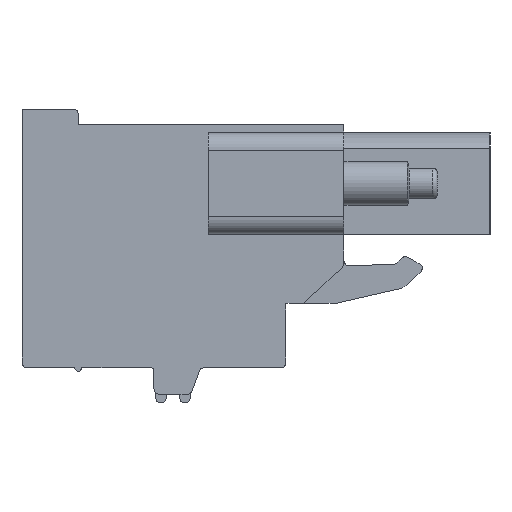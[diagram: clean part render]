
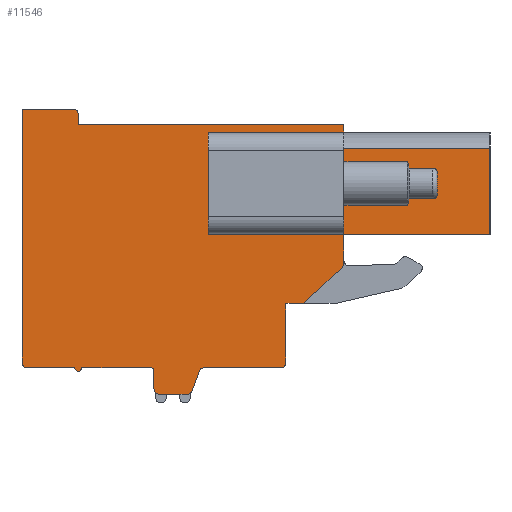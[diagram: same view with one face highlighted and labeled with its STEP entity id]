
A CAD part, left-side view. The second image highlights one B-rep face of the part: STEP entity #11546.
In plain terms, the highlighted planar face has unit normal (-1, 0, 0).
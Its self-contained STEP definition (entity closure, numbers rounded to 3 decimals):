
#1=DIRECTION('',(0.,0.,-1.));
#2=VECTOR('',#1,1.325);
#3=CARTESIAN_POINT('',(0.,-5.66,6.96));
#4=LINE('',#3,#2);
#5=DIRECTION('',(0.,1.,0.));
#6=VECTOR('',#5,8.3);
#7=CARTESIAN_POINT('',(0.,-13.96,5.635));
#8=LINE('',#7,#6);
#9=DIRECTION('',(0.,1.,0.));
#10=VECTOR('',#9,8.3);
#11=CARTESIAN_POINT('',(0.,-13.96,0.73));
#12=LINE('',#11,#10);
#13=DIRECTION('',(0.,0.,-1.));
#14=VECTOR('',#13,1.64);
#15=CARTESIAN_POINT('',(0.,-5.66,0.73));
#16=LINE('',#15,#14);
#17=CARTESIAN_POINT('',(0.,-5.36,-0.91));
#18=DIRECTION('',(1.,0.,0.));
#19=DIRECTION('',(0.,-1.,0.));
#20=AXIS2_PLACEMENT_3D('',#17,#18,#19);
#22=DIRECTION('',(0.,0.731,-0.683));
#23=VECTOR('',#22,3.018);
#24=CARTESIAN_POINT('',(0.,-5.565,-1.129));
#25=LINE('',#24,#23);
#26=DIRECTION('',(0.,1.,0.));
#27=VECTOR('',#26,1.);
#28=CARTESIAN_POINT('',(0.,-3.36,-3.19));
#29=LINE('',#28,#27);
#30=DIRECTION('',(0.,0.,-1.));
#31=VECTOR('',#30,0.5);
#32=CARTESIAN_POINT('',(0.,-2.36,-3.19));
#33=LINE('',#32,#31);
#34=DIRECTION('',(0.,0.,-1.));
#35=VECTOR('',#34,2.35);
#36=CARTESIAN_POINT('',(0.,-2.36,-3.69));
#37=LINE('',#36,#35);
#38=DIRECTION('',(0.,0.,-1.));
#39=VECTOR('',#38,0.5);
#40=CARTESIAN_POINT('',(0.,-2.36,-6.04));
#41=LINE('',#40,#39);
#42=CARTESIAN_POINT('',(0.,-2.06,-6.54));
#43=DIRECTION('',(1.,0.,0.));
#44=DIRECTION('',(0.,-1.,0.));
#45=AXIS2_PLACEMENT_3D('',#42,#43,#44);
#47=DIRECTION('',(0.,1.,0.));
#48=VECTOR('',#47,4.34);
#49=CARTESIAN_POINT('',(0.,-2.06,-6.84));
#50=LINE('',#49,#48);
#51=CARTESIAN_POINT('',(0.,2.28,-7.14));
#52=DIRECTION('',(-1.,0.,0.));
#53=DIRECTION('',(0.,0.,1.));
#54=AXIS2_PLACEMENT_3D('',#51,#52,#53);
#56=DIRECTION('',(0.,0.345,-0.939));
#57=VECTOR('',#56,1.179);
#58=CARTESIAN_POINT('',(0.,2.562,-7.037));
#59=LINE('',#58,#57);
#60=CARTESIAN_POINT('',(0.,3.25,-8.04));
#61=DIRECTION('',(1.,0.,0.));
#62=DIRECTION('',(0.,-0.939,-0.345));
#63=AXIS2_PLACEMENT_3D('',#60,#61,#62);
#65=DIRECTION('',(0.,1.,0.));
#66=VECTOR('',#65,1.59);
#67=CARTESIAN_POINT('',(0.,3.25,-8.34));
#68=LINE('',#67,#66);
#69=CARTESIAN_POINT('',(0.,4.84,-8.04));
#70=DIRECTION('',(1.,0.,0.));
#71=DIRECTION('',(0.,0.,-1.));
#72=AXIS2_PLACEMENT_3D('',#69,#70,#71);
#74=DIRECTION('',(0.,0.,1.));
#75=VECTOR('',#74,1.);
#76=CARTESIAN_POINT('',(0.,5.14,-8.04));
#77=LINE('',#76,#75);
#78=CARTESIAN_POINT('',(0.,5.34,-7.04));
#79=DIRECTION('',(-1.,0.,0.));
#80=DIRECTION('',(0.,-1.,0.));
#81=AXIS2_PLACEMENT_3D('',#78,#79,#80);
#83=DIRECTION('',(0.,1.,0.));
#84=VECTOR('',#83,3.9);
#85=CARTESIAN_POINT('',(0.,5.34,-6.84));
#86=LINE('',#85,#84);
#87=CARTESIAN_POINT('',(0.,9.44,-6.84));
#88=DIRECTION('',(1.,0.,0.));
#89=DIRECTION('',(0.,-1.,0.));
#90=AXIS2_PLACEMENT_3D('',#87,#88,#89);
#92=DIRECTION('',(0.,1.,0.));
#93=VECTOR('',#92,2.7);
#94=CARTESIAN_POINT('',(0.,9.64,-6.84));
#95=LINE('',#94,#93);
#96=CARTESIAN_POINT('',(0.,12.34,-6.54));
#97=DIRECTION('',(1.,0.,0.));
#98=DIRECTION('',(0.,0.,-1.));
#99=AXIS2_PLACEMENT_3D('',#96,#97,#98);
#101=DIRECTION('',(0.,0.,1.));
#102=VECTOR('',#101,0.5);
#103=CARTESIAN_POINT('',(0.,12.64,-6.54));
#104=LINE('',#103,#102);
#105=DIRECTION('',(0.,0.,1.));
#106=VECTOR('',#105,13.9);
#107=CARTESIAN_POINT('',(0.,12.64,-6.04));
#108=LINE('',#107,#106);
#109=DIRECTION('',(0.,-1.,0.));
#110=VECTOR('',#109,2.9);
#111=CARTESIAN_POINT('',(0.,12.64,7.86));
#112=LINE('',#111,#110);
#113=CARTESIAN_POINT('',(0.,9.74,7.56));
#114=DIRECTION('',(1.,0.,0.));
#115=DIRECTION('',(0.,0.,1.));
#116=AXIS2_PLACEMENT_3D('',#113,#114,#115);
#118=DIRECTION('',(0.,0.,-1.));
#119=VECTOR('',#118,0.6);
#120=CARTESIAN_POINT('',(0.,9.44,7.56));
#121=LINE('',#120,#119);
#122=DIRECTION('',(0.,-1.,0.));
#123=VECTOR('',#122,15.1);
#124=CARTESIAN_POINT('',(0.,9.44,6.96));
#125=LINE('',#124,#123);
#126=DIRECTION('',(0.,-1.,0.));
#127=VECTOR('',#126,6.1);
#128=CARTESIAN_POINT('',(0.,2.04,0.73));
#129=LINE('',#128,#127);
#130=DIRECTION('',(0.,0.,1.));
#131=VECTOR('',#130,5.8);
#132=CARTESIAN_POINT('',(0.,-4.06,0.73));
#133=LINE('',#132,#131);
#134=DIRECTION('',(0.,1.,0.));
#135=VECTOR('',#134,6.1);
#136=CARTESIAN_POINT('',(0.,-4.06,6.53));
#137=LINE('',#136,#135);
#7064=DIRECTION('',(0.,0.,1.));
#7065=VECTOR('',#7064,4.905);
#7066=CARTESIAN_POINT('',(0.,-13.96,0.73));
#7067=LINE('',#7066,#7065);
#8480=DIRECTION('',(0.,0.,1.));
#8481=VECTOR('',#8480,5.8);
#8482=CARTESIAN_POINT('',(0.,2.04,0.73));
#8483=LINE('',#8482,#8481);
#8741=CARTESIAN_POINT('',(0.,12.34,-6.84));
#8742=CARTESIAN_POINT('',(0.,12.64,-6.54));
#8743=VERTEX_POINT('',#8741);
#8744=VERTEX_POINT('',#8742);
#8745=CARTESIAN_POINT('',(0.,12.64,-6.04));
#8746=VERTEX_POINT('',#8745);
#8747=CARTESIAN_POINT('',(0.,12.64,7.86));
#8748=VERTEX_POINT('',#8747);
#8749=CARTESIAN_POINT('',(0.,9.74,7.86));
#8750=VERTEX_POINT('',#8749);
#8751=CARTESIAN_POINT('',(0.,9.44,7.56));
#8752=VERTEX_POINT('',#8751);
#8753=CARTESIAN_POINT('',(0.,9.44,6.96));
#8754=VERTEX_POINT('',#8753);
#8755=CARTESIAN_POINT('',(0.,-5.66,6.96));
#8756=VERTEX_POINT('',#8755);
#8757=CARTESIAN_POINT('',(0.,-5.66,-0.91));
#8758=CARTESIAN_POINT('',(0.,-5.565,-1.129));
#8759=VERTEX_POINT('',#8757);
#8760=VERTEX_POINT('',#8758);
#8761=CARTESIAN_POINT('',(0.,-3.36,-3.19));
#8762=VERTEX_POINT('',#8761);
#8763=CARTESIAN_POINT('',(0.,-2.36,-3.19));
#8764=VERTEX_POINT('',#8763);
#8765=CARTESIAN_POINT('',(0.,-2.36,-3.69));
#8766=VERTEX_POINT('',#8765);
#8767=CARTESIAN_POINT('',(0.,-2.36,-6.04));
#8768=VERTEX_POINT('',#8767);
#8769=CARTESIAN_POINT('',(0.,-2.36,-6.54));
#8770=VERTEX_POINT('',#8769);
#8771=CARTESIAN_POINT('',(0.,-2.06,-6.84));
#8772=VERTEX_POINT('',#8771);
#8773=CARTESIAN_POINT('',(0.,2.28,-6.84));
#8774=VERTEX_POINT('',#8773);
#8775=CARTESIAN_POINT('',(0.,2.562,-7.037));
#8776=VERTEX_POINT('',#8775);
#8777=CARTESIAN_POINT('',(0.,2.968,-8.143));
#8778=VERTEX_POINT('',#8777);
#8779=CARTESIAN_POINT('',(0.,3.25,-8.34));
#8780=VERTEX_POINT('',#8779);
#8781=CARTESIAN_POINT('',(0.,4.84,-8.34));
#8782=VERTEX_POINT('',#8781);
#8783=CARTESIAN_POINT('',(0.,5.14,-8.04));
#8784=VERTEX_POINT('',#8783);
#8785=CARTESIAN_POINT('',(0.,5.14,-7.04));
#8786=VERTEX_POINT('',#8785);
#8787=CARTESIAN_POINT('',(0.,5.34,-6.84));
#8788=VERTEX_POINT('',#8787);
#8789=CARTESIAN_POINT('',(0.,9.24,-6.84));
#8790=VERTEX_POINT('',#8789);
#8791=CARTESIAN_POINT('',(0.,9.64,-6.84));
#8792=VERTEX_POINT('',#8791);
#8869=CARTESIAN_POINT('',(0.,-13.96,0.73));
#8870=VERTEX_POINT('',#8869);
#8871=CARTESIAN_POINT('',(0.,-5.66,0.73));
#8872=VERTEX_POINT('',#8871);
#9097=CARTESIAN_POINT('',(0.,-13.96,5.635));
#9099=VERTEX_POINT('',#9097);
#11305=CARTESIAN_POINT('',(0.,2.04,0.73));
#11306=CARTESIAN_POINT('',(0.,2.04,6.53));
#11307=VERTEX_POINT('',#11305);
#11308=VERTEX_POINT('',#11306);
#11313=CARTESIAN_POINT('',(0.,-4.06,0.73));
#11315=VERTEX_POINT('',#11313);
#11317=CARTESIAN_POINT('',(0.,-4.06,6.53));
#11319=VERTEX_POINT('',#11317);
#11321=CARTESIAN_POINT('',(0.,-5.66,5.635));
#11322=VERTEX_POINT('',#11321);
#11469=CARTESIAN_POINT('',(0.,0.,0.));
#11470=DIRECTION('',(1.,0.,0.));
#11471=DIRECTION('',(0.,-1.,0.));
#11472=AXIS2_PLACEMENT_3D('',#11469,#11470,#11471);
#11473=PLANE('',#11472);
#11475=ORIENTED_EDGE('',*,*,#11474,.T.);
#11477=ORIENTED_EDGE('',*,*,#11476,.F.);
#11479=ORIENTED_EDGE('',*,*,#11478,.F.);
#11481=ORIENTED_EDGE('',*,*,#11480,.T.);
#11483=ORIENTED_EDGE('',*,*,#11482,.T.);
#11485=ORIENTED_EDGE('',*,*,#11484,.T.);
#11487=ORIENTED_EDGE('',*,*,#11486,.T.);
#11489=ORIENTED_EDGE('',*,*,#11488,.T.);
#11491=ORIENTED_EDGE('',*,*,#11490,.T.);
#11493=ORIENTED_EDGE('',*,*,#11492,.T.);
#11495=ORIENTED_EDGE('',*,*,#11494,.T.);
#11497=ORIENTED_EDGE('',*,*,#11496,.T.);
#11499=ORIENTED_EDGE('',*,*,#11498,.T.);
#11501=ORIENTED_EDGE('',*,*,#11500,.T.);
#11503=ORIENTED_EDGE('',*,*,#11502,.T.);
#11505=ORIENTED_EDGE('',*,*,#11504,.T.);
#11507=ORIENTED_EDGE('',*,*,#11506,.T.);
#11509=ORIENTED_EDGE('',*,*,#11508,.T.);
#11511=ORIENTED_EDGE('',*,*,#11510,.T.);
#11513=ORIENTED_EDGE('',*,*,#11512,.T.);
#11515=ORIENTED_EDGE('',*,*,#11514,.T.);
#11517=ORIENTED_EDGE('',*,*,#11516,.T.);
#11519=ORIENTED_EDGE('',*,*,#11518,.T.);
#11521=ORIENTED_EDGE('',*,*,#11520,.T.);
#11523=ORIENTED_EDGE('',*,*,#11522,.T.);
#11525=ORIENTED_EDGE('',*,*,#11524,.T.);
#11527=ORIENTED_EDGE('',*,*,#11526,.T.);
#11529=ORIENTED_EDGE('',*,*,#11528,.T.);
#11531=ORIENTED_EDGE('',*,*,#11530,.T.);
#11533=ORIENTED_EDGE('',*,*,#11532,.T.);
#11534=EDGE_LOOP('',(#11475,#11477,#11479,#11481,#11483,#11485,#11487,#11489,
#11491,#11493,#11495,#11497,#11499,#11501,#11503,#11505,#11507,#11509,#11511,
#11513,#11515,#11517,#11519,#11521,#11523,#11525,#11527,#11529,#11531,#11533));
#11535=FACE_OUTER_BOUND('',#11534,.F.);
#11537=ORIENTED_EDGE('',*,*,#11536,.T.);
#11539=ORIENTED_EDGE('',*,*,#11538,.T.);
#11541=ORIENTED_EDGE('',*,*,#11540,.T.);
#11543=ORIENTED_EDGE('',*,*,#11542,.F.);
#11544=EDGE_LOOP('',(#11537,#11539,#11541,#11543));
#11545=FACE_BOUND('',#11544,.F.);
#11546=ADVANCED_FACE('',(#11535,#11545),#11473,.F.);
#21=CIRCLE('',#20,0.3);
#46=CIRCLE('',#45,0.3);
#55=CIRCLE('',#54,0.3);
#64=CIRCLE('',#63,0.3);
#73=CIRCLE('',#72,0.3);
#82=CIRCLE('',#81,0.2);
#91=CIRCLE('',#90,0.2);
#100=CIRCLE('',#99,0.3);
#117=CIRCLE('',#116,0.3);
#11474=EDGE_CURVE('',#8756,#11322,#4,.T.);
#11476=EDGE_CURVE('',#9099,#11322,#8,.T.);
#11478=EDGE_CURVE('',#8870,#9099,#7067,.T.);
#11480=EDGE_CURVE('',#8870,#8872,#12,.T.);
#11482=EDGE_CURVE('',#8872,#8759,#16,.T.);
#11484=EDGE_CURVE('',#8759,#8760,#21,.T.);
#11486=EDGE_CURVE('',#8760,#8762,#25,.T.);
#11488=EDGE_CURVE('',#8762,#8764,#29,.T.);
#11490=EDGE_CURVE('',#8764,#8766,#33,.T.);
#11492=EDGE_CURVE('',#8766,#8768,#37,.T.);
#11494=EDGE_CURVE('',#8768,#8770,#41,.T.);
#11496=EDGE_CURVE('',#8770,#8772,#46,.T.);
#11498=EDGE_CURVE('',#8772,#8774,#50,.T.);
#11500=EDGE_CURVE('',#8774,#8776,#55,.T.);
#11502=EDGE_CURVE('',#8776,#8778,#59,.T.);
#11504=EDGE_CURVE('',#8778,#8780,#64,.T.);
#11506=EDGE_CURVE('',#8780,#8782,#68,.T.);
#11508=EDGE_CURVE('',#8782,#8784,#73,.T.);
#11510=EDGE_CURVE('',#8784,#8786,#77,.T.);
#11512=EDGE_CURVE('',#8786,#8788,#82,.T.);
#11514=EDGE_CURVE('',#8788,#8790,#86,.T.);
#11516=EDGE_CURVE('',#8790,#8792,#91,.T.);
#11518=EDGE_CURVE('',#8792,#8743,#95,.T.);
#11520=EDGE_CURVE('',#8743,#8744,#100,.T.);
#11522=EDGE_CURVE('',#8744,#8746,#104,.T.);
#11524=EDGE_CURVE('',#8746,#8748,#108,.T.);
#11526=EDGE_CURVE('',#8748,#8750,#112,.T.);
#11528=EDGE_CURVE('',#8750,#8752,#117,.T.);
#11530=EDGE_CURVE('',#8752,#8754,#121,.T.);
#11532=EDGE_CURVE('',#8754,#8756,#125,.T.);
#11536=EDGE_CURVE('',#11307,#11315,#129,.T.);
#11538=EDGE_CURVE('',#11315,#11319,#133,.T.);
#11540=EDGE_CURVE('',#11319,#11308,#137,.T.);
#11542=EDGE_CURVE('',#11307,#11308,#8483,.T.);
